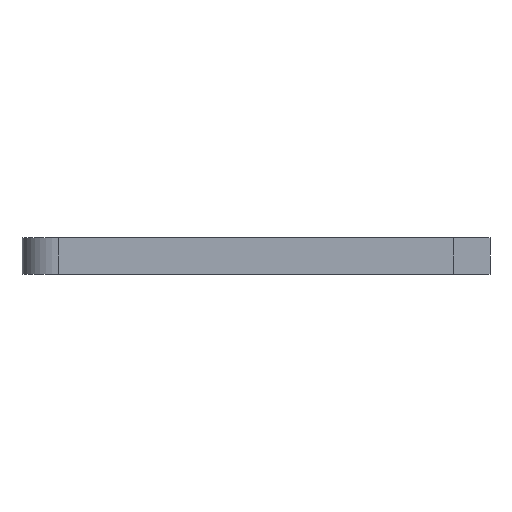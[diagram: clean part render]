
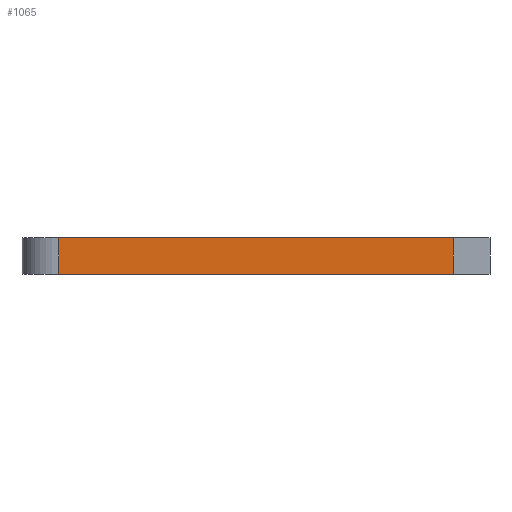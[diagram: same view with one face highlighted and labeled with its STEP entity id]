
A CAD part, left-side view. The second image highlights one B-rep face of the part: STEP entity #1065.
In plain terms, the highlighted planar face has unit normal (-1, 0, 0).
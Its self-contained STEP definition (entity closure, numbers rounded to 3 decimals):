
#20 = VECTOR ( 'NONE', #295, 1000. ) ;
#175 = CARTESIAN_POINT ( 'NONE',  ( -54.9, 62.2, 0. ) ) ;
#216 = VERTEX_POINT ( 'NONE', #804 ) ;
#269 = VERTEX_POINT ( 'NONE', #485 ) ;
#284 = CARTESIAN_POINT ( 'NONE',  ( -54.9, 0., 12.7 ) ) ;
#295 = DIRECTION ( 'NONE',  ( 0., -1., 0. ) ) ;
#332 = CARTESIAN_POINT ( 'NONE',  ( -54.9, 0., 12.7 ) ) ;
#422 = VERTEX_POINT ( 'NONE', #531 ) ;
#485 = CARTESIAN_POINT ( 'NONE',  ( -54.9, 62.2, 12.7 ) ) ;
#507 = EDGE_CURVE ( 'NONE', #269, #216, #1333, .T. ) ;
#529 = DIRECTION ( 'NONE',  ( 0., 0., -1. ) ) ;
#531 = CARTESIAN_POINT ( 'NONE',  ( -54.9, -75., 0. ) ) ;
#553 = VECTOR ( 'NONE', #737, 1000. ) ;
#699 = EDGE_CURVE ( 'NONE', #1451, #422, #703, .T. ) ;
#703 = LINE ( 'NONE', #1454, #553 ) ;
#737 = DIRECTION ( 'NONE',  ( 0., -1., 0. ) ) ;
#789 = ORIENTED_EDGE ( 'NONE', *, *, #699, .T. ) ;
#804 = CARTESIAN_POINT ( 'NONE',  ( -54.9, -75., 12.7 ) ) ;
#823 = FACE_OUTER_BOUND ( 'NONE', #1528, .T. ) ;
#850 = ORIENTED_EDGE ( 'NONE', *, *, #507, .F. ) ;
#882 = VECTOR ( 'NONE', #529, 1000. ) ;
#913 = CARTESIAN_POINT ( 'NONE',  ( -54.9, -75., 12.7 ) ) ;
#944 = PLANE ( 'NONE',  #1552 ) ;
#1006 = VECTOR ( 'NONE', #1067, 1000. ) ;
#1065 = ADVANCED_FACE ( 'NONE', ( #823 ), #944, .F. ) ;
#1067 = DIRECTION ( 'NONE',  ( 0., 0., -1. ) ) ;
#1093 = EDGE_CURVE ( 'NONE', #269, #1451, #1305, .T. ) ;
#1191 = DIRECTION ( 'NONE',  ( 1., 0., 0. ) ) ;
#1208 = ORIENTED_EDGE ( 'NONE', *, *, #1363, .F. ) ;
#1232 = CARTESIAN_POINT ( 'NONE',  ( -54.9, 62.2, 0. ) ) ;
#1305 = LINE ( 'NONE', #1232, #1006 ) ;
#1307 = ORIENTED_EDGE ( 'NONE', *, *, #1093, .T. ) ;
#1333 = LINE ( 'NONE', #284, #20 ) ;
#1363 = EDGE_CURVE ( 'NONE', #216, #422, #1519, .T. ) ;
#1451 = VERTEX_POINT ( 'NONE', #175 ) ;
#1454 = CARTESIAN_POINT ( 'NONE',  ( -54.9, 0., 0. ) ) ;
#1519 = LINE ( 'NONE', #913, #882 ) ;
#1528 = EDGE_LOOP ( 'NONE', ( #850, #1307, #789, #1208 ) ) ;
#1542 = DIRECTION ( 'NONE',  ( 0., 0., -1. ) ) ;
#1552 = AXIS2_PLACEMENT_3D ( 'NONE', #332, #1191, #1542 ) ;
